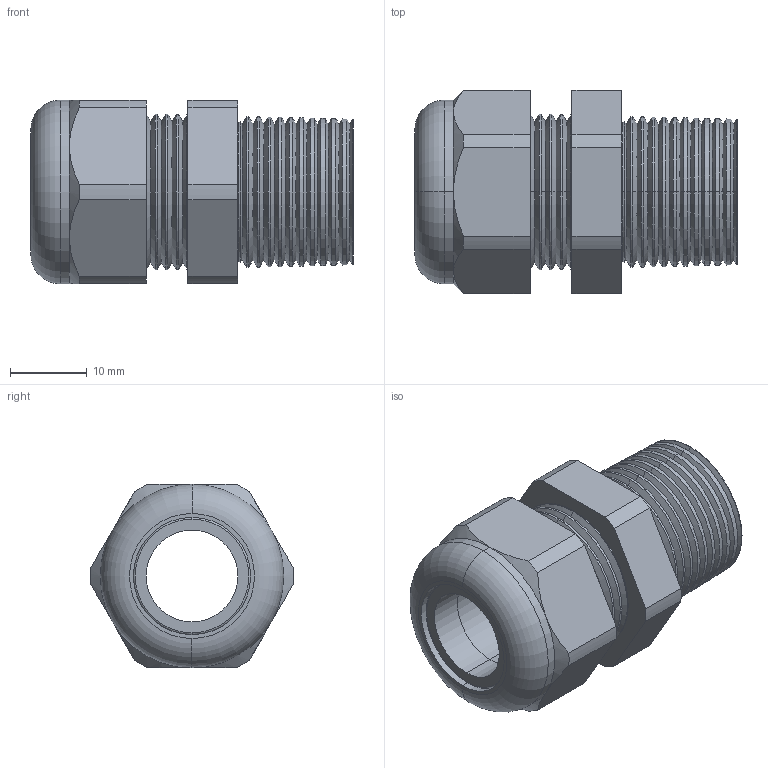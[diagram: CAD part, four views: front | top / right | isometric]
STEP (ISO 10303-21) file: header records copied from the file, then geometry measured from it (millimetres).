
FILE_DESCRIPTION (( 'STEP AP203' ), '1' );
FILE_NAME ('CD13CA-GY.STEP', '2008-05-24T04:28:42', ( 'Baystate01' ), ( 'Baystate' ), 'SwSTEP 2.0', 'SolidWorks 2007', '' );
FILE_SCHEMA (( 'CONFIG_CONTROL_DESIGN' ));
Length unit declared in the file: inch
Products named in the file (1): CD13CA-GY
Bounding box: 41.91 x 26.49 x 23.88 mm (x, y, z)
Volume: 10110 mm3; surface area: 6983 mm2
Topology: 2 solids, 2 shells, 148 faces, 316 edges, 176 vertices
Faces by surface type: cone 98, cylinder 22, plane 20, torus 8
Entity records: 4077 total; most frequent: DIRECTION 762, CARTESIAN_POINT 729, ORIENTED_EDGE 632, EDGE_CURVE 316, AXIS2_PLACEMENT_3D 309, VERTEX_POINT 176, CIRCLE 160, EDGE_LOOP 156
